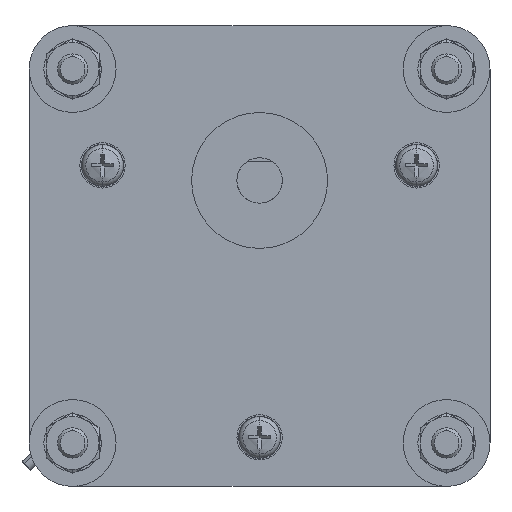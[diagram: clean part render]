
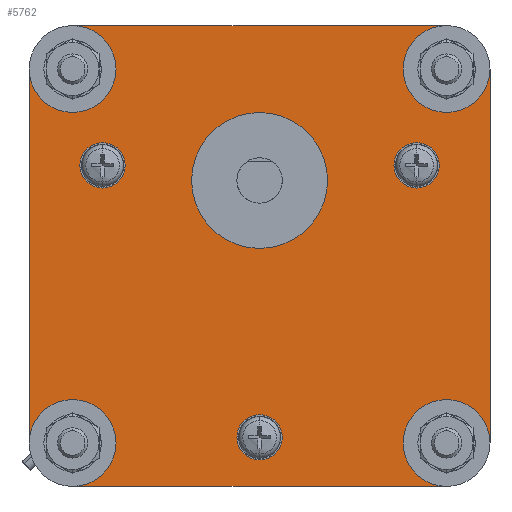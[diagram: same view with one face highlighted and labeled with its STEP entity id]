
A CAD part, left-side view. The second image highlights one B-rep face of the part: STEP entity #5762.
In plain terms, the highlighted planar face has unit normal (-1, 0, 0).
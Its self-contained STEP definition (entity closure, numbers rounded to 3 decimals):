
#5281=CARTESIAN_POINT('POINT3618',(1.,
   0.,9.));
#5282=VERTEX_POINT('VERTEX3618',#5281);
#5289=CARTESIAN_POINT('POINT3619',(1.,0.,
   -9.));
#5290=VERTEX_POINT('VERTEX3619',#5289);
#5291=CARTESIAN_POINT('POS4909',(1.,0.,
   0.));
#5292=DIRECTION('DIR7611',(-1.,0.,0.));
#5293=DIRECTION('DIR7612',(0.,0.,1.));
#5294=AXIS2_PLACEMENT_3D('AXIS2703',#5291,#5292,#5293);
#5295=CIRCLE('ELLIPSE1318',#5294,9.);
#5296=EDGE_CURVE('EDGE5940',#5282,#5290,#5295,.T.);
#5316=EDGE_CURVE('EDGE5942',#5290,#5282,#5295,.T.);
#5321=CARTESIAN_POINT('POINT3620',(1.,
   18.187,0.5));
#5322=VERTEX_POINT('VERTEX3620',#5321);
#5329=CARTESIAN_POINT('POINT3621',(1.,
   23.383,3.5));
#5330=VERTEX_POINT('VERTEX3621',#5329);
#5331=CARTESIAN_POINT('POS4913',(1.,
   20.785,2.));
#5332=DIRECTION('DIR7617',(1.,0.,
   0.));
#5333=DIRECTION('DIR7618',(0.,-0.866,
   -0.5));
#5334=AXIS2_PLACEMENT_3D('AXIS2705',#5331,#5332,#5333);
#5335=CIRCLE('ELLIPSE1319',#5334,3.);
#5336=EDGE_CURVE('EDGE5944',#5330,#5322,#5335,.T.);
#5356=EDGE_CURVE('EDGE5946',#5322,#5330,#5335,.T.);
#5361=CARTESIAN_POINT('POINT3622',(1.,
   -18.187,0.5));
#5362=VERTEX_POINT('VERTEX3622',#5361);
#5369=CARTESIAN_POINT('POINT3623',(1.,
   -23.383,3.5));
#5370=VERTEX_POINT('VERTEX3623',#5369);
#5371=CARTESIAN_POINT('POS4917',(1.,
   -20.785,2.));
#5372=DIRECTION('DIR7623',(1.,0.,
   0.));
#5373=DIRECTION('DIR7624',(0.,0.866,
   -0.5));
#5374=AXIS2_PLACEMENT_3D('AXIS2707',#5371,#5372,#5373);
#5375=CIRCLE('ELLIPSE1320',#5374,3.);
#5376=EDGE_CURVE('EDGE5948',#5370,#5362,#5375,.T.);
#5396=EDGE_CURVE('EDGE5950',#5362,#5370,#5375,.T.);
#5401=CARTESIAN_POINT('POINT3624',(1.,0.,-31.));
#5402=VERTEX_POINT('VERTEX3624',#5401);
#5409=CARTESIAN_POINT('POINT3625',(1.,
   0.,-37.));
#5410=VERTEX_POINT('VERTEX3625',#5409);
#5411=CARTESIAN_POINT('POS4921',(1.,0.,
   -34.));
#5412=DIRECTION('DIR7629',(1.,0.,0.));
#5413=DIRECTION('DIR7630',(0.,0.,1.));
#5414=AXIS2_PLACEMENT_3D('AXIS2709',#5411,#5412,#5413);
#5415=CIRCLE('ELLIPSE1321',#5414,3.);
#5416=EDGE_CURVE('EDGE5952',#5410,#5402,#5415,.T.);
#5436=EDGE_CURVE('EDGE5954',#5402,#5410,#5415,.T.);
#5476=CARTESIAN_POINT('POINT3628',(1.,24.75,20.5));
#5477=VERTEX_POINT('VERTEX3628',#5476);
#5485=CARTESIAN_POINT('POINT3629',(1.,24.75,
   9.));
#5486=VERTEX_POINT('VERTEX3629',#5485);
#5493=CARTESIAN_POINT('POS4928',(1.,24.75,
   14.75));
#5494=DIRECTION('DIR7640',(1.,0.,0.));
#5495=DIRECTION('DIR7641',(0.,0.,-1.));
#5496=AXIS2_PLACEMENT_3D('AXIS2713',#5493,#5494,#5495);
#5497=CIRCLE('ELLIPSE1323',#5496,5.75);
#5498=EDGE_CURVE('EDGE5959',#5477,#5486,#5497,.T.);
#5547=CARTESIAN_POINT('POINT3633',(1.,30.5,-34.75));
#5548=VERTEX_POINT('VERTEX3633',#5547);
#5556=CARTESIAN_POINT('POINT3634',(1.,19.,-34.75));
#5557=VERTEX_POINT('VERTEX3634',#5556);
#5564=CARTESIAN_POINT('POS4934',(1.,24.75,-34.75));
#5565=DIRECTION('DIR7650',(1.,0.,0.));
#5566=DIRECTION('DIR7651',(0.,0.,-1.));
#5567=AXIS2_PLACEMENT_3D('AXIS2717',#5564,#5565,#5566);
#5568=CIRCLE('ELLIPSE1325',#5567,5.75);
#5569=EDGE_CURVE('EDGE5965',#5548,#5557,#5568,.T.);
#5614=CARTESIAN_POINT('POINT3637',(1.,-24.75,-40.5));
#5615=VERTEX_POINT('VERTEX3637',#5614);
#5623=CARTESIAN_POINT('POINT3638',(1.,-24.75,-29.));
#5624=VERTEX_POINT('VERTEX3638',#5623);
#5631=CARTESIAN_POINT('POS4940',(1.,-24.75,-34.75));
#5632=DIRECTION('DIR7660',(1.,0.,0.));
#5633=DIRECTION('DIR7661',(0.,0.,-1.));
#5634=AXIS2_PLACEMENT_3D('AXIS2721',#5631,#5632,#5633);
#5635=CIRCLE('ELLIPSE1327',#5634,5.75);
#5636=EDGE_CURVE('EDGE5970',#5615,#5624,#5635,.T.);
#5685=ORIENTED_EDGE('COEDGE11959',*,*,#5569,.T.);
#5686=CARTESIAN_POINT('POINT3642',(1.,24.75,-40.5));
#5687=VERTEX_POINT('VERTEX3642',#5686);
#5688=EDGE_CURVE('EDGE5974',#5557,#5687,#5568,.T.);
#5689=ORIENTED_EDGE('COEDGE11960',*,*,#5688,.T.);
#5690=CARTESIAN_POINT('POS4944',(1.,24.75,-40.5));
#5691=DIRECTION('DIR7668',(0.,-1.,0.));
#5692=VECTOR('VEC2220',#5691,1.);
#5693=LINE('STRAIGHT2220',#5690,#5692);
#5694=EDGE_CURVE('EDGE5975',#5687,#5615,#5693,.T.);
#5695=ORIENTED_EDGE('COEDGE11961',*,*,#5694,.T.);
#5696=ORIENTED_EDGE('COEDGE11962',*,*,#5636,.T.);
#5697=CARTESIAN_POINT('POINT3643',(1.,-30.5,-34.75));
#5698=VERTEX_POINT('VERTEX3643',#5697);
#5699=EDGE_CURVE('EDGE5976',#5624,#5698,#5635,.T.);
#5700=ORIENTED_EDGE('COEDGE11963',*,*,#5699,.T.);
#5701=CARTESIAN_POINT('POINT3644',(1.,-30.5,14.75));
#5702=VERTEX_POINT('VERTEX3644',#5701);
#5703=CARTESIAN_POINT('POS4945',(1.,-30.5,
   -10.));
#5704=DIRECTION('DIR7669',(0.,0.,1.));
#5705=VECTOR('VEC2221',#5704,1.);
#5706=LINE('STRAIGHT2221',#5703,#5705);
#5707=EDGE_CURVE('EDGE5977',#5698,#5702,#5706,.T.);
#5708=ORIENTED_EDGE('COEDGE11964',*,*,#5707,.T.);
#5709=CARTESIAN_POINT('POINT3645',(1.,-19.,
   14.75));
#5710=VERTEX_POINT('VERTEX3645',#5709);
#5711=CARTESIAN_POINT('POS4946',(1.,-24.75,
   14.75));
#5712=DIRECTION('DIR7670',(1.,0.,0.));
#5713=DIRECTION('DIR7671',(0.,0.,-1.));
#5714=AXIS2_PLACEMENT_3D('AXIS2725',#5711,#5712,#5713);
#5715=CIRCLE('ELLIPSE1329',#5714,5.75);
#5716=EDGE_CURVE('EDGE5978',#5702,#5710,#5715,.T.);
#5717=ORIENTED_EDGE('COEDGE11965',*,*,#5716,.T.);
#5718=CARTESIAN_POINT('POINT3646',(1.,-24.75,20.5));
#5719=VERTEX_POINT('VERTEX3646',#5718);
#5720=EDGE_CURVE('EDGE5979',#5710,#5719,#5715,.T.);
#5721=ORIENTED_EDGE('COEDGE11966',*,*,#5720,.T.);
#5722=CARTESIAN_POINT('POS4947',(1.,-24.75,20.5));
#5723=DIRECTION('DIR7672',(0.,1.,0.));
#5724=VECTOR('VEC2222',#5723,1.);
#5725=LINE('STRAIGHT2222',#5722,#5724);
#5726=EDGE_CURVE('EDGE5980',#5719,#5477,#5725,.T.);
#5727=ORIENTED_EDGE('COEDGE11967',*,*,#5726,.T.);
#5728=ORIENTED_EDGE('COEDGE11968',*,*,#5498,.T.);
#5729=CARTESIAN_POINT('POINT3647',(1.,30.5,14.75));
#5730=VERTEX_POINT('VERTEX3647',#5729);
#5731=EDGE_CURVE('EDGE5981',#5486,#5730,#5497,.T.);
#5732=ORIENTED_EDGE('COEDGE11969',*,*,#5731,.T.);
#5733=CARTESIAN_POINT('POS4948',(1.,30.5,14.75));
#5734=DIRECTION('DIR7673',(0.,0.,-1.));
#5735=VECTOR('VEC2223',#5734,1.);
#5736=LINE('STRAIGHT2223',#5733,#5735);
#5737=EDGE_CURVE('EDGE5982',#5730,#5548,#5736,.T.);
#5738=ORIENTED_EDGE('COEDGE11970',*,*,#5737,.T.);
#5739=EDGE_LOOP('NONE',(#5685,#5689,#5695,#5696,#5700,#5708,#5717,#5721,
   #5727,#5728,#5732,#5738));
#5740=FACE_BOUND('LOOP1',#5739,.T.);
#5741=ORIENTED_EDGE('COEDGE11971',*,*,#5436,.T.);
#5742=ORIENTED_EDGE('COEDGE11972',*,*,#5416,.T.);
#5743=EDGE_LOOP('NONE',(#5741,#5742));
#5744=FACE_BOUND('LOOP1',#5743,.T.);
#5745=ORIENTED_EDGE('COEDGE11973',*,*,#5396,.T.);
#5746=ORIENTED_EDGE('COEDGE11974',*,*,#5376,.T.);
#5747=EDGE_LOOP('NONE',(#5745,#5746));
#5748=FACE_BOUND('LOOP1',#5747,.T.);
#5749=ORIENTED_EDGE('COEDGE11975',*,*,#5356,.T.);
#5750=ORIENTED_EDGE('COEDGE11976',*,*,#5336,.T.);
#5751=EDGE_LOOP('NONE',(#5749,#5750));
#5752=FACE_BOUND('LOOP1',#5751,.T.);
#5753=ORIENTED_EDGE('COEDGE11977',*,*,#5316,.F.);
#5754=ORIENTED_EDGE('COEDGE11978',*,*,#5296,.F.);
#5755=EDGE_LOOP('NONE',(#5753,#5754));
#5756=FACE_BOUND('LOOP1',#5755,.T.);
#5757=CARTESIAN_POINT('POS4949',(1.,0.,
   -10.));
#5758=DIRECTION('DIR7674',(1.,0.,0.));
#5759=DIRECTION('DIR7675',(0.,1.,0.));
#5760=AXIS2_PLACEMENT_3D('AXIS2726',#5757,#5758,#5759);
#5761=PLANE('PLANE801',#5760);
#5762=ADVANCED_FACE('FACE2606',(#5740,#5744,#5748,#5752,#5756),#5761,.F.
   );
